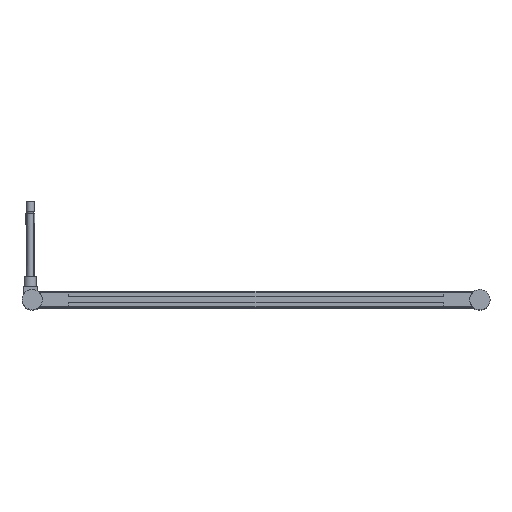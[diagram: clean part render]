
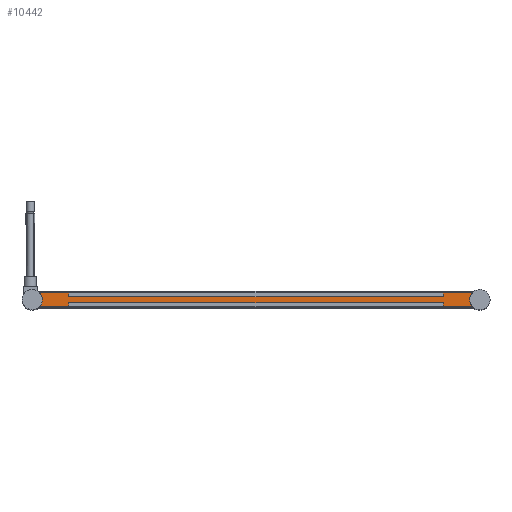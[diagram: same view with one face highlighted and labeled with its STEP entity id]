
A CAD part, top view. The second image highlights one B-rep face of the part: STEP entity #10442.
In plain terms, the highlighted planar face has unit normal (0, 0, 1).
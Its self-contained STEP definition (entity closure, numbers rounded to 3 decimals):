
#2537=CARTESIAN_POINT('',(-177.271,1.593,273.45));
#2538=VERTEX_POINT('',#2537);
#2564=CARTESIAN_POINT('',(-173.271,9.593,273.45));
#2565=VERTEX_POINT('',#2564);
#2566=CARTESIAN_POINT('',(-183.271,9.593,273.45));
#2567=DIRECTION('',(0.,0.,-1.));
#2568=DIRECTION('',(-1.,0.,0.));
#2569=AXIS2_PLACEMENT_3D('',#2566,#2567,#2568);
#2570=CIRCLE('',#2569,10.);
#2571=EDGE_CURVE('NONE',#2565,#2538,#2570,.T.);
#2691=CARTESIAN_POINT('',(-177.271,17.593,273.45));
#2692=VERTEX_POINT('',#2691);
#2693=CARTESIAN_POINT('',(-183.271,9.593,273.45));
#2694=DIRECTION('',(0.,0.,-1.));
#2695=DIRECTION('',(-1.,0.,0.));
#2696=AXIS2_PLACEMENT_3D('',#2693,#2694,#2695);
#2697=CIRCLE('',#2696,10.);
#2698=EDGE_CURVE('NONE',#2692,#2565,#2697,.T.);
#6629=CARTESIAN_POINT('',(250.729,17.593,273.45));
#6630=VERTEX_POINT('',#6629);
#6656=CARTESIAN_POINT('',(246.729,9.593,273.45));
#6657=VERTEX_POINT('',#6656);
#6658=CARTESIAN_POINT('',(256.729,9.593,273.45));
#6659=DIRECTION('',(0.,0.,-1.));
#6660=DIRECTION('',(-1.,0.,0.));
#6661=AXIS2_PLACEMENT_3D('',#6658,#6659,#6660);
#6662=CIRCLE('',#6661,10.);
#6663=EDGE_CURVE('NONE',#6657,#6630,#6662,.T.);
#6690=CARTESIAN_POINT('',(250.729,1.593,273.45));
#6691=VERTEX_POINT('',#6690);
#6692=CARTESIAN_POINT('',(256.729,9.593,273.45));
#6693=DIRECTION('',(0.,0.,-1.));
#6694=DIRECTION('',(-1.,0.,0.));
#6695=AXIS2_PLACEMENT_3D('',#6692,#6693,#6694);
#6696=CIRCLE('',#6695,10.);
#6697=EDGE_CURVE('NONE',#6691,#6657,#6696,.T.);
#10339=CARTESIAN_POINT('',(-147.271,16.093,273.45));
#10340=VERTEX_POINT('',#10339);
#10347=CARTESIAN_POINT('',(220.729,16.093,273.45));
#10348=VERTEX_POINT('',#10347);
#10349=CARTESIAN_POINT('',(220.729,16.093,273.45));
#10350=DIRECTION('',(-1.,0.,-0.));
#10351=VECTOR('',#10350,368.);
#10352=LINE('',#10349,#10351);
#10353=EDGE_CURVE('NONE',#10348,#10340,#10352,.T.);
#10364=CARTESIAN_POINT('',(256.729,3.093,273.45));
#10365=DIRECTION('',(0.,-0.,-1.));
#10366=DIRECTION('',(-1.,0.,-0.));
#10367=AXIS2_PLACEMENT_3D('',#10364,#10365,#10366);
#10368=PLANE('',#10367);
#10369=ORIENTED_EDGE('',*,*,#10353,.T.);
#10370=CARTESIAN_POINT('',(-147.271,17.593,273.45));
#10371=VERTEX_POINT('',#10370);
#10372=CARTESIAN_POINT('',(-147.271,17.593,273.45));
#10373=DIRECTION('',(-0.,-1.,0.));
#10374=VECTOR('',#10373,1.5);
#10375=LINE('',#10372,#10374);
#10376=EDGE_CURVE('NONE',#10371,#10340,#10375,.T.);
#10377=ORIENTED_EDGE('',*,*,#10376,.F.);
#10378=CARTESIAN_POINT('',(-177.271,17.593,273.45));
#10379=DIRECTION('',(1.,-0.,0.));
#10380=VECTOR('',#10379,30.);
#10381=LINE('',#10378,#10380);
#10382=EDGE_CURVE('NONE',#2692,#10371,#10381,.T.);
#10383=ORIENTED_EDGE('',*,*,#10382,.F.);
#10384=ORIENTED_EDGE('',*,*,#2698,.T.);
#10385=ORIENTED_EDGE('',*,*,#2571,.T.);
#10386=CARTESIAN_POINT('',(-147.271,1.593,273.45));
#10387=VERTEX_POINT('',#10386);
#10388=CARTESIAN_POINT('',(-177.271,1.593,273.45));
#10389=DIRECTION('',(1.,-0.,0.));
#10390=VECTOR('',#10389,30.);
#10391=LINE('',#10388,#10390);
#10392=EDGE_CURVE('NONE',#2538,#10387,#10391,.T.);
#10393=ORIENTED_EDGE('',*,*,#10392,.T.);
#10394=CARTESIAN_POINT('',(-147.271,3.093,273.45));
#10395=VERTEX_POINT('',#10394);
#10396=CARTESIAN_POINT('',(-147.271,3.093,273.45));
#10397=DIRECTION('',(-0.,-1.,0.));
#10398=VECTOR('',#10397,1.5);
#10399=LINE('',#10396,#10398);
#10400=EDGE_CURVE('NONE',#10395,#10387,#10399,.T.);
#10401=ORIENTED_EDGE('',*,*,#10400,.F.);
#10402=CARTESIAN_POINT('',(220.729,3.093,273.45));
#10403=VERTEX_POINT('',#10402);
#10404=CARTESIAN_POINT('',(220.729,3.093,273.45));
#10405=DIRECTION('',(-1.,0.,-0.));
#10406=VECTOR('',#10405,368.);
#10407=LINE('',#10404,#10406);
#10408=EDGE_CURVE('NONE',#10403,#10395,#10407,.T.);
#10409=ORIENTED_EDGE('',*,*,#10408,.F.);
#10410=CARTESIAN_POINT('',(220.729,1.593,273.45));
#10411=VERTEX_POINT('',#10410);
#10412=CARTESIAN_POINT('',(220.729,3.093,273.45));
#10413=DIRECTION('',(-0.,-1.,0.));
#10414=VECTOR('',#10413,1.5);
#10415=LINE('',#10412,#10414);
#10416=EDGE_CURVE('NONE',#10403,#10411,#10415,.T.);
#10417=ORIENTED_EDGE('',*,*,#10416,.T.);
#10418=CARTESIAN_POINT('',(250.729,1.593,273.45));
#10419=DIRECTION('',(-1.,0.,-0.));
#10420=VECTOR('',#10419,30.);
#10421=LINE('',#10418,#10420);
#10422=EDGE_CURVE('NONE',#6691,#10411,#10421,.T.);
#10423=ORIENTED_EDGE('',*,*,#10422,.F.);
#10424=ORIENTED_EDGE('',*,*,#6697,.T.);
#10425=ORIENTED_EDGE('',*,*,#6663,.T.);
#10426=CARTESIAN_POINT('',(220.729,17.593,273.45));
#10427=VERTEX_POINT('',#10426);
#10428=CARTESIAN_POINT('',(250.729,17.593,273.45));
#10429=DIRECTION('',(-1.,0.,-0.));
#10430=VECTOR('',#10429,30.);
#10431=LINE('',#10428,#10430);
#10432=EDGE_CURVE('NONE',#6630,#10427,#10431,.T.);
#10433=ORIENTED_EDGE('',*,*,#10432,.T.);
#10434=CARTESIAN_POINT('',(220.729,17.593,273.45));
#10435=DIRECTION('',(-0.,-1.,0.));
#10436=VECTOR('',#10435,1.5);
#10437=LINE('',#10434,#10436);
#10438=EDGE_CURVE('NONE',#10427,#10348,#10437,.T.);
#10439=ORIENTED_EDGE('',*,*,#10438,.T.);
#10440=EDGE_LOOP('',(#10369,#10377,#10383,#10384,#10385,#10393,#10401,#10409,#10417,#10423,#10424,#10425,#10433,#10439));
#10441=FACE_BOUND('',#10440,.T.);
#10442=ADVANCED_FACE('NONE',(#10441),#10368,.F.);
